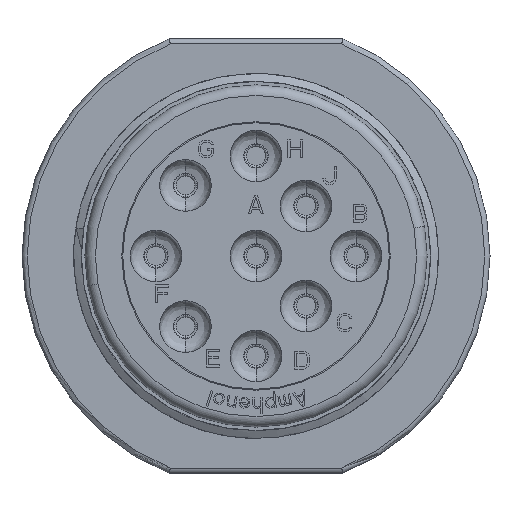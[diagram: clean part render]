
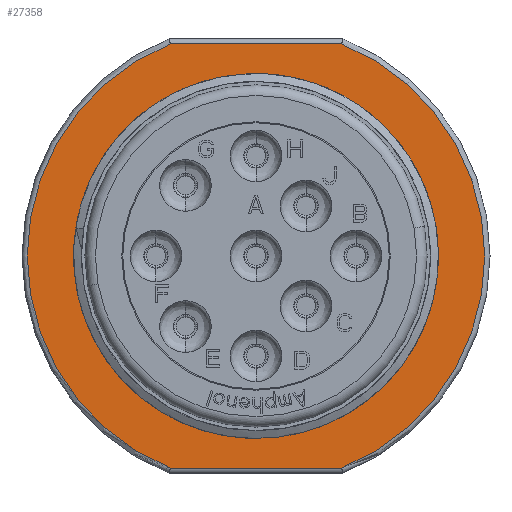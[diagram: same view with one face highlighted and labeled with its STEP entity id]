
A CAD part, left-side view. The second image highlights one B-rep face of the part: STEP entity #27358.
In plain terms, the highlighted planar face has unit normal (-1, 0, 0).
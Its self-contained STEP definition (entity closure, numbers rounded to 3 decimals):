
#3416=CARTESIAN_POINT('',(9.96,0.,0.));
#3417=DIRECTION('',(-1.,0.,0.));
#3418=DIRECTION('',(0.,0.061,-0.998));
#3419=AXIS2_PLACEMENT_3D('',#3416,#3417,#3418);
#5046=CARTESIAN_POINT('',(9.96,0.,0.));
#5047=DIRECTION('',(-1.,0.,0.));
#5048=DIRECTION('',(0.,0.375,0.927));
#5049=AXIS2_PLACEMENT_3D('',#5046,#5047,#5048);
#5065=DIRECTION('',(0.,1.,0.));
#5066=VECTOR('',#5065,16.292);
#5067=CARTESIAN_POINT('',(9.96,-8.146,20.14));
#5068=LINE('',#5067,#5066);
#5069=DIRECTION('',(0.,-1.,0.));
#5070=VECTOR('',#5069,16.292);
#5071=CARTESIAN_POINT('',(9.96,8.146,-20.14));
#5072=LINE('',#5071,#5070);
#5073=CARTESIAN_POINT('',(9.96,0.,0.));
#5074=DIRECTION('',(1.,0.,0.));
#5075=DIRECTION('',(0.,0.061,-0.998));
#5076=AXIS2_PLACEMENT_3D('',#5073,#5074,#5075);
#12334=CARTESIAN_POINT('',(9.96,0.,0.));
#12335=DIRECTION('',(-1.,0.,0.));
#12336=DIRECTION('',(0.,-0.375,-0.927));
#12337=AXIS2_PLACEMENT_3D('',#12334,#12335,#12336);
#13805=CARTESIAN_POINT('',(9.96,0.997,-16.219));
#13806=CARTESIAN_POINT('',(9.96,0.,-16.25));
#13807=VERTEX_POINT('',#13805);
#13808=VERTEX_POINT('',#13806);
#13854=CARTESIAN_POINT('',(9.96,-8.146,20.14));
#13855=CARTESIAN_POINT('',(9.96,8.146,20.14));
#13856=VERTEX_POINT('',#13854);
#13857=VERTEX_POINT('',#13855);
#13862=CARTESIAN_POINT('',(9.96,8.146,-20.14));
#13863=CARTESIAN_POINT('',(9.96,-8.146,-20.14));
#13864=VERTEX_POINT('',#13862);
#13865=VERTEX_POINT('',#13863);
#27339=CARTESIAN_POINT('',(9.96,0.,0.));
#27340=DIRECTION('',(1.,0.,0.));
#27341=DIRECTION('',(0.,0.,1.));
#27342=AXIS2_PLACEMENT_3D('',#27339,#27340,#27341);
#27343=PLANE('',#27342);
#27345=ORIENTED_EDGE('',*,*,#27344,.F.);
#27347=ORIENTED_EDGE('',*,*,#27346,.F.);
#27349=ORIENTED_EDGE('',*,*,#27348,.F.);
#27350=ORIENTED_EDGE('',*,*,#27329,.F.);
#27351=EDGE_LOOP('',(#27345,#27347,#27349,#27350));
#27352=FACE_OUTER_BOUND('',#27351,.F.);
#27353=ORIENTED_EDGE('',*,*,#21216,.T.);
#27355=ORIENTED_EDGE('',*,*,#27354,.F.);
#27356=EDGE_LOOP('',(#27353,#27355));
#27357=FACE_BOUND('',#27356,.F.);
#27358=ADVANCED_FACE('',(#27352,#27357),#27343,.F.);
#3420=CIRCLE('',#3419,16.25);
#5050=CIRCLE('',#5049,21.725);
#5077=CIRCLE('',#5076,16.25);
#12338=CIRCLE('',#12337,21.725);
#21216=EDGE_CURVE('',#13807,#13808,#3420,.T.);
#27329=EDGE_CURVE('',#13857,#13864,#5050,.T.);
#27344=EDGE_CURVE('',#13856,#13857,#5068,.T.);
#27346=EDGE_CURVE('',#13865,#13856,#12338,.T.);
#27348=EDGE_CURVE('',#13864,#13865,#5072,.T.);
#27354=EDGE_CURVE('',#13807,#13808,#5077,.T.);
